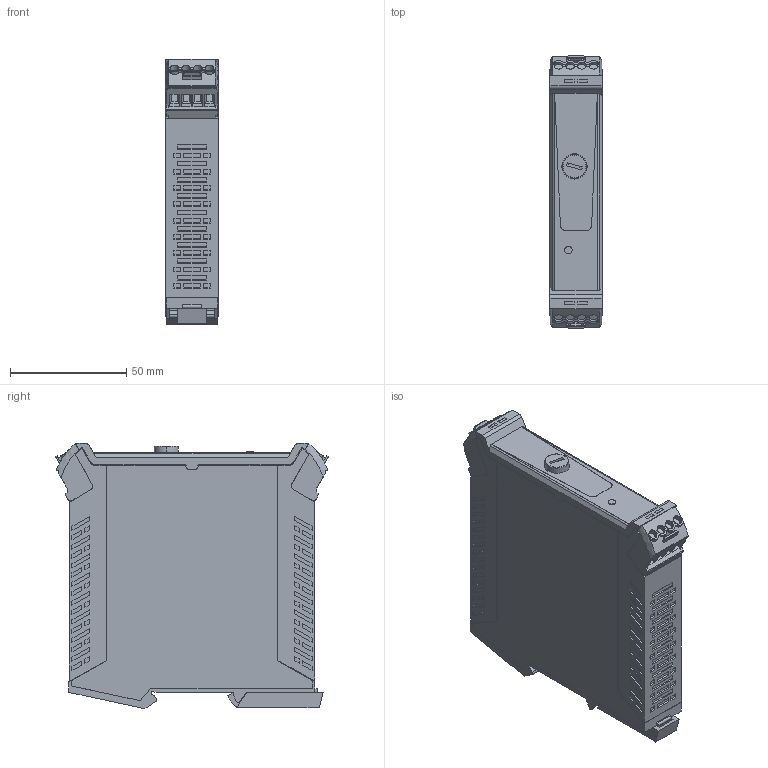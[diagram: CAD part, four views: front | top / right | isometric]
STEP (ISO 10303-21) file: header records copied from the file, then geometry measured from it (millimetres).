
FILE_DESCRIPTION(('CATIA V5 STEP Exchange','CAx-IF Rec.Pracs.--- Model Styling and Organization---1.4--- 2014-01-23'),'2;1');
FILE_NAME ('7862981_8_1303890000_S3D_SCS_24VDC_P1SIL3DS.stp','2021-03-16T12:48:29+00:00',('none'),('Weidmueller'),'CATIA Version 5-6 Release 2016 SP3 HF44','CATIA V5 STEP AP214','none');
FILE_SCHEMA(('AUTOMOTIVE_DESIGN { 1 0 10303 214 1 1 1 1 }'));
Length unit declared in the file: millimetre
Products named in the file (1): S3D_SCS_24VDC_P1SIL3DS
Bounding box: 22.5 x 117.21 x 114.02 mm (x, y, z)
Volume: 252042.3 mm3; surface area: 49424.8 mm2
Topology: 6 solids, 6 shells, 1515 faces, 4177 edges, 2849 vertices
Faces by surface type: plane 1344, cylinder 144, extrusion 17, revolution 8, torus 2
Entity records: 45305 total; most frequent: CARTESIAN_POINT 9193, ORIENTED_EDGE 8354, DIRECTION 5010, EDGE_CURVE 4177, VECTOR 3463, LINE 3446, VERTEX_POINT 2849, EDGE_LOOP 1698
